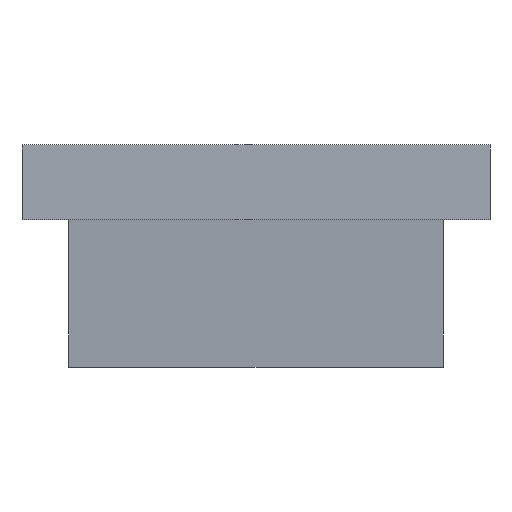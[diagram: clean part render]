
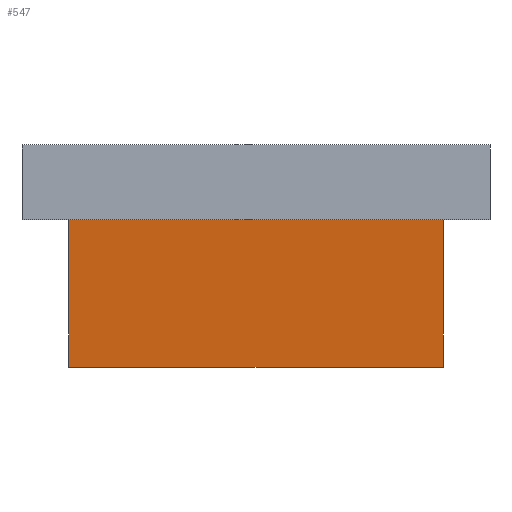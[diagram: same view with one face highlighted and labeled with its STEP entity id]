
A CAD part, front view. The second image highlights one B-rep face of the part: STEP entity #547.
In plain terms, the highlighted planar face has unit normal (0, -0.996, -0.087).
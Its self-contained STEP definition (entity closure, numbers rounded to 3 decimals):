
#520=AXIS2_PLACEMENT_3D('Plane Axis2P3D',#517,#518,#519) ;
#179=CARTESIAN_POINT('Vertex',(4.5,0.764,1.573)) ;
#193=CARTESIAN_POINT('Vertex',(0.5,0.764,1.573)) ;
#196=CARTESIAN_POINT('Line Origine',(2.5,0.764,1.573)) ;
#517=CARTESIAN_POINT('Axis2P3D Location',(2.5,0.764,1.573)) ;
#522=CARTESIAN_POINT('Line Origine',(0.5,0.833,0.786)) ;
#526=CARTESIAN_POINT('Vertex',(0.5,0.901,0.)) ;
#529=CARTESIAN_POINT('Line Origine',(2.5,0.901,0.)) ;
#533=CARTESIAN_POINT('Vertex',(4.5,0.901,0.)) ;
#536=CARTESIAN_POINT('Line Origine',(4.5,0.833,0.786)) ;
#197=DIRECTION('Vector Direction',(1.,0.,0.)) ;
#518=DIRECTION('Axis2P3D Direction',(0.,-0.996,-0.087)) ;
#519=DIRECTION('Axis2P3D XDirection',(0.,0.087,-0.996)) ;
#523=DIRECTION('Vector Direction',(0.,0.087,-0.996)) ;
#530=DIRECTION('Vector Direction',(1.,0.,0.)) ;
#537=DIRECTION('Vector Direction',(0.,0.087,-0.996)) ;
#198=VECTOR('Line Direction',#197,1.) ;
#524=VECTOR('Line Direction',#523,1.) ;
#531=VECTOR('Line Direction',#530,1.) ;
#538=VECTOR('Line Direction',#537,1.) ;
#542=ORIENTED_EDGE('',*,*,#200,.F.) ;
#543=ORIENTED_EDGE('',*,*,#528,.T.) ;
#544=ORIENTED_EDGE('',*,*,#535,.T.) ;
#545=ORIENTED_EDGE('',*,*,#540,.F.) ;
#547=ADVANCED_FACE('S3D GEDREHT',(#546),#521,.T.) ;
#200=EDGE_CURVE('',#194,#180,#199,.T.) ;
#528=EDGE_CURVE('',#194,#527,#525,.T.) ;
#535=EDGE_CURVE('',#527,#534,#532,.T.) ;
#540=EDGE_CURVE('',#180,#534,#539,.T.) ;
#541=EDGE_LOOP('',(#542,#543,#544,#545)) ;
#546=FACE_OUTER_BOUND('',#541,.T.) ;
#199=LINE('Line',#196,#198) ;
#525=LINE('Line',#522,#524) ;
#532=LINE('Line',#529,#531) ;
#539=LINE('Line',#536,#538) ;
#521=PLANE('',#520) ;
#180=VERTEX_POINT('',#179) ;
#194=VERTEX_POINT('',#193) ;
#527=VERTEX_POINT('',#526) ;
#534=VERTEX_POINT('',#533) ;
